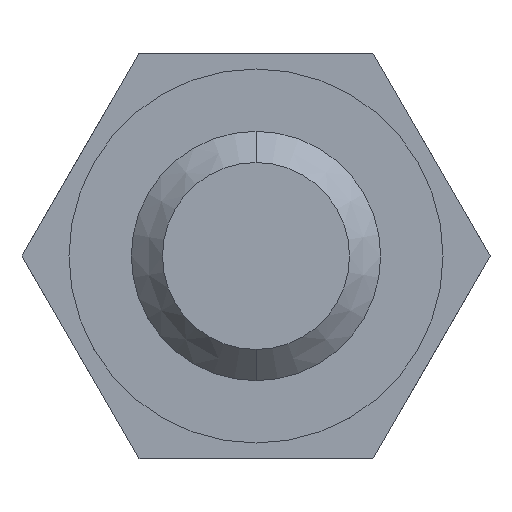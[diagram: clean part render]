
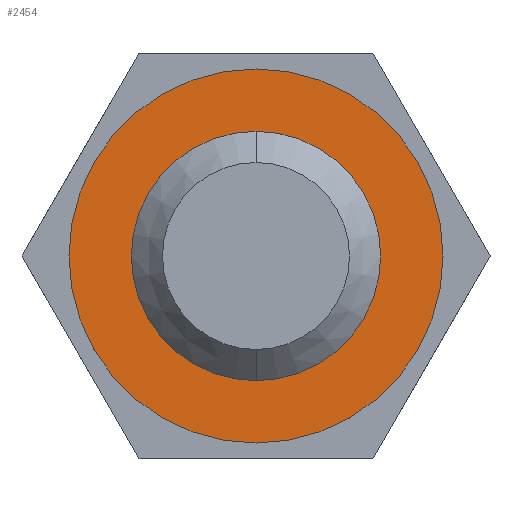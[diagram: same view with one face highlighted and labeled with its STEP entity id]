
A CAD part, front view. The second image highlights one B-rep face of the part: STEP entity #2454.
In plain terms, the highlighted planar face has unit normal (0, -1, 0).
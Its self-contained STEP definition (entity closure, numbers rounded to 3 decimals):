
#83 = EDGE_CURVE ( 'NONE', #1098, #3197, #2365, .T. ) ;
#233 = EDGE_LOOP ( 'NONE', ( #3664, #3617 ) ) ;
#293 = FACE_BOUND ( 'NONE', #233, .T. ) ;
#376 = DIRECTION ( 'NONE',  ( 0., -1., 0. ) ) ;
#387 = CARTESIAN_POINT ( 'NONE',  ( 0., -0.2, -4. ) ) ;
#447 = AXIS2_PLACEMENT_3D ( 'NONE', #1478, #1494, #1505 ) ;
#594 = CIRCLE ( 'NONE', #1839, 4. ) ;
#679 = DIRECTION ( 'NONE',  ( 0., -1., 0. ) ) ;
#748 = CARTESIAN_POINT ( 'NONE',  ( 0., -0.2, -6. ) ) ;
#1013 = AXIS2_PLACEMENT_3D ( 'NONE', #2570, #679, #2888 ) ;
#1098 = VERTEX_POINT ( 'NONE', #748 ) ;
#1478 = CARTESIAN_POINT ( 'NONE',  ( 0., -0.2, 0. ) ) ;
#1494 = DIRECTION ( 'NONE',  ( 0., -1., 0. ) ) ;
#1502 = AXIS2_PLACEMENT_3D ( 'NONE', #2286, #376, #2588 ) ;
#1505 = DIRECTION ( 'NONE',  ( 0., 0., -1. ) ) ;
#1529 = VERTEX_POINT ( 'NONE', #387 ) ;
#1616 = CARTESIAN_POINT ( 'NONE',  ( 0., -0.2, 6. ) ) ;
#1720 = VERTEX_POINT ( 'NONE', #1887 ) ;
#1839 = AXIS2_PLACEMENT_3D ( 'NONE', #3070, #3093, #3101 ) ;
#1887 = CARTESIAN_POINT ( 'NONE',  ( 0., -0.2, 4. ) ) ;
#2090 = EDGE_LOOP ( 'NONE', ( #3390, #3296 ) ) ;
#2216 = EDGE_CURVE ( 'NONE', #1720, #1529, #594, .T. ) ;
#2286 = CARTESIAN_POINT ( 'NONE',  ( 0., -0.2, 0. ) ) ;
#2365 = CIRCLE ( 'NONE', #447, 6. ) ;
#2454 = ADVANCED_FACE ( 'NONE', ( #293, #3399 ), #3036, .T. ) ;
#2570 = CARTESIAN_POINT ( 'NONE',  ( 0., -0.2, 0. ) ) ;
#2588 = DIRECTION ( 'NONE',  ( 0., 0., -1. ) ) ;
#2604 = CIRCLE ( 'NONE', #1502, 4. ) ;
#2789 = CARTESIAN_POINT ( 'NONE',  ( 0., -0.2, 0. ) ) ;
#2888 = DIRECTION ( 'NONE',  ( 0., 0., -1. ) ) ;
#2900 = CIRCLE ( 'NONE', #1013, 6. ) ;
#3036 = PLANE ( 'NONE',  #3839 ) ;
#3044 = DIRECTION ( 'NONE',  ( 0., -1., 0. ) ) ;
#3055 = DIRECTION ( 'NONE',  ( 0., 0., -1. ) ) ;
#3070 = CARTESIAN_POINT ( 'NONE',  ( 0., -0.2, 0. ) ) ;
#3093 = DIRECTION ( 'NONE',  ( 0., -1., 0. ) ) ;
#3101 = DIRECTION ( 'NONE',  ( 0., 0., -1. ) ) ;
#3197 = VERTEX_POINT ( 'NONE', #1616 ) ;
#3245 = EDGE_CURVE ( 'NONE', #1529, #1720, #2604, .T. ) ;
#3296 = ORIENTED_EDGE ( 'NONE', *, *, #83, .T. ) ;
#3390 = ORIENTED_EDGE ( 'NONE', *, *, #3855, .T. ) ;
#3399 = FACE_OUTER_BOUND ( 'NONE', #2090, .T. ) ;
#3617 = ORIENTED_EDGE ( 'NONE', *, *, #3245, .F. ) ;
#3664 = ORIENTED_EDGE ( 'NONE', *, *, #2216, .F. ) ;
#3839 = AXIS2_PLACEMENT_3D ( 'NONE', #2789, #3044, #3055 ) ;
#3855 = EDGE_CURVE ( 'NONE', #3197, #1098, #2900, .T. ) ;
